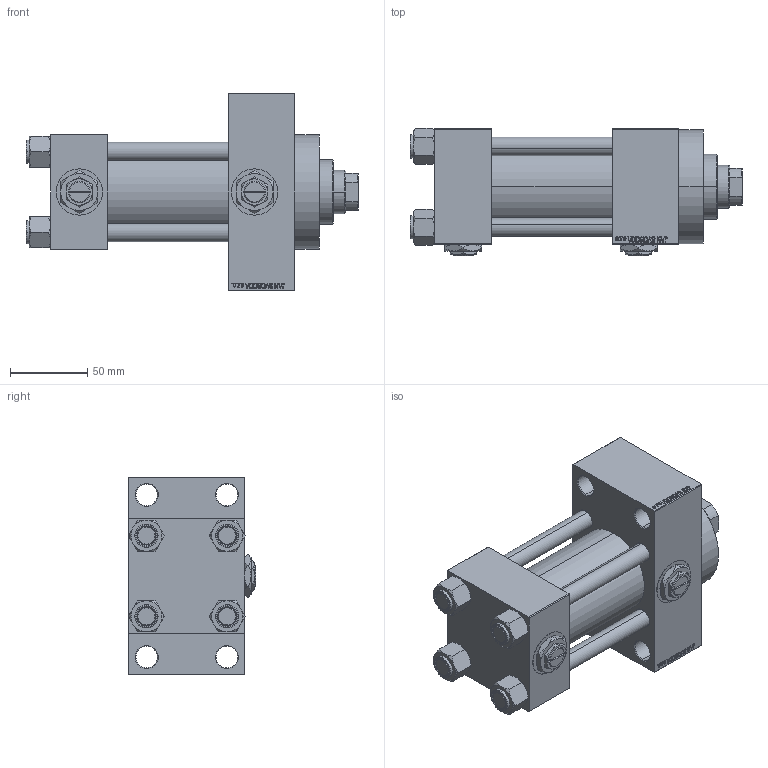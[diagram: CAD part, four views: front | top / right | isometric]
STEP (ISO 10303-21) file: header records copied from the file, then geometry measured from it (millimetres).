
FILE_DESCRIPTION (( 'STEP AP203' ), '1' );
FILE_NAME ('8c90.STEP', '2022-06-20T08:48:36', ( '' ), ( '' ), 'SwSTEP 2.0', 'SolidWorks 2019', '' );
FILE_SCHEMA (( 'CONFIG_CONTROL_DESIGN' ));
Length unit declared in the file: millimetre
Products named in the file (7): NUT_M5_D 5d4f1fbff2805c758e440d784e6c7d28; V215CR_VCP_D 5d4f1fbff2805c758e440d784e6c7d28; Zatka_pro_OIL_PORT 5d4f1fbff2805c758e440d784e6c7d28; 8c90; V215CR_D_TYCINKA 5d4f1fbff2805c758e440d784e6c7d28; V215CR_D_Body 5d4f1fbff2805c758e440d784e6c7d28; V215_VC_A 5d4f1fbff2805c758e440d784e6c7d28
Assembly tree (13 placements, depth 2):
  8c90
    V215CR_D_Body 5d4f1fbff2805c758e440d784e6c7d28
    V215CR_VCP_D 5d4f1fbff2805c758e440d784e6c7d28
    NUT_M5_D 5d4f1fbff2805c758e440d784e6c7d28  x4
    V215CR_D_TYCINKA 5d4f1fbff2805c758e440d784e6c7d28  x4
    V215_VC_A 5d4f1fbff2805c758e440d784e6c7d28
    Zatka_pro_OIL_PORT 5d4f1fbff2805c758e440d784e6c7d28  x2
Bounding box: 215 x 82.27 x 128 mm (x, y, z)
Volume: 833339 mm3; surface area: 186098.6 mm2
Topology: 13 solids, 13 shells, 1212 faces, 3002 edges, 1934 vertices
Faces by surface type: plane 547, bspline 368, cone 186, cylinder 103, torus 8
Entity records: 49513 total; most frequent: CARTESIAN_POINT 25767, ORIENTED_EDGE 5304, DIRECTION 3488, EDGE_CURVE 2652, VERTEX_POINT 1732, VECTOR 1558, LINE 1558, EDGE_LOOP 1190
